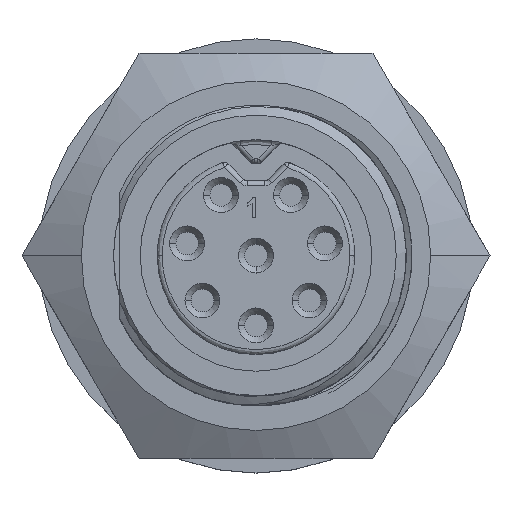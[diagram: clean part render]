
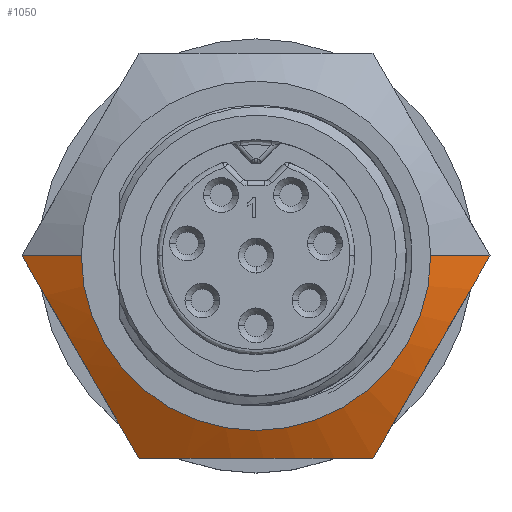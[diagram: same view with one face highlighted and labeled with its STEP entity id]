
A CAD part, top view. The second image highlights one B-rep face of the part: STEP entity #1050.
In plain terms, the highlighted conical face has half-angle 61.689 degrees and reference radius 11.926 mm.
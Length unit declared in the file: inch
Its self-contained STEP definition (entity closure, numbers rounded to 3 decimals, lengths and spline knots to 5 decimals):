
#155 = EDGE_CURVE ( 'NONE', #25754, #25809, #4031, .T. ) ;
#167 = EDGE_CURVE ( 'NONE', #25764, #25769, #4135, .T. ) ;
#168 = EDGE_CURVE ( 'NONE', #25764, #25754, #2936, .T. ) ;
#182 = EDGE_CURVE ( 'NONE', #25909, #25809, #25986, .T. ) ;
#183 = EDGE_CURVE ( 'NONE', #25907, #25909, #25985, .T. ) ;
#184 = EDGE_CURVE ( 'NONE', #25769, #25907, #25988, .T. ) ;
#529 = ORIENTED_EDGE ( 'NONE', *, *, #182, .F. ) ;
#530 = ORIENTED_EDGE ( 'NONE', *, *, #167, .F. ) ;
#531 = ORIENTED_EDGE ( 'NONE', *, *, #168, .T. ) ;
#532 = ORIENTED_EDGE ( 'NONE', *, *, #155, .T. ) ;
#533 = ORIENTED_EDGE ( 'NONE', *, *, #184, .F. ) ;
#534 = ORIENTED_EDGE ( 'NONE', *, *, #183, .F. ) ;
#1050 = ADVANCED_FACE ( 'NONE', ( #5016 ), #2968, .T. ) ;
#1163 = EDGE_LOOP ( 'NONE', ( #530, #531, #532, #529, #534, #533 ) ) ;
#2936 = CIRCLE ( 'NONE', #25488, 0.35 ) ;
#2968 = CONICAL_SURFACE ( 'NONE', #4989, 0.46952, 1.077 ) ;
#4031 = LINE ( 'NONE', #4032, #25590 ) ;
#4032 = CARTESIAN_POINT ( 'NONE',  ( -0.46952, 0., 0.28659 ) ) ;
#4033 = DIRECTION ( 'NONE',  ( -0.88, 0., -0.474 ) ) ;
#4134 = CARTESIAN_POINT ( 'NONE',  ( 0., 0., 0.35098 ) ) ;
#4135 = LINE ( 'NONE', #4136, #25514 ) ;
#4136 = CARTESIAN_POINT ( 'NONE',  ( 0.46952, 0., 0.28659 ) ) ;
#4137 = DIRECTION ( 'NONE',  ( 0.88, 0., -0.474 ) ) ;
#4138 = DIRECTION ( 'NONE',  ( 0., 0., -1. ) ) ;
#4139 = DIRECTION ( 'NONE',  ( -1., 0., 0. ) ) ;
#4327 = CARTESIAN_POINT ( 'NONE',  ( -0.2344, -0.406, 0.28698 ) ) ;
#4328 = CARTESIAN_POINT ( 'NONE',  ( -0.25359, -0.37277, 0.29731 ) ) ;
#4329 = CARTESIAN_POINT ( 'NONE',  ( -0.2729, -0.33932, 0.30582 ) ) ;
#4330 = CARTESIAN_POINT ( 'NONE',  ( -0.31188, -0.27181, 0.31758 ) ) ;
#4331 = CARTESIAN_POINT ( 'NONE',  ( -0.33155, -0.23774, 0.32079 ) ) ;
#4332 = CARTESIAN_POINT ( 'NONE',  ( -0.36138, -0.18608, 0.32082 ) ) ;
#4333 = CARTESIAN_POINT ( 'NONE',  ( -0.37135, -0.1688, 0.32003 ) ) ;
#4334 = CARTESIAN_POINT ( 'NONE',  ( -0.39111, -0.13457, 0.31696 ) ) ;
#4335 = CARTESIAN_POINT ( 'NONE',  ( -0.40094, -0.11756, 0.31467 ) ) ;
#4336 = CARTESIAN_POINT ( 'NONE',  ( -0.43026, -0.06677, 0.30584 ) ) ;
#4337 = CARTESIAN_POINT ( 'NONE',  ( -0.4496, -0.03326, 0.29732 ) ) ;
#4338 = CARTESIAN_POINT ( 'NONE',  ( -0.46881, 0., 0.28698 ) ) ;
#4339 = CARTESIAN_POINT ( 'NONE',  ( 0.2344, -0.406, 0.28698 ) ) ;
#4340 = CARTESIAN_POINT ( 'NONE',  ( 0.19603, -0.406, 0.29731 ) ) ;
#4341 = CARTESIAN_POINT ( 'NONE',  ( 0.15741, -0.406, 0.30582 ) ) ;
#4342 = CARTESIAN_POINT ( 'NONE',  ( 0.07945, -0.406, 0.31758 ) ) ;
#4343 = CARTESIAN_POINT ( 'NONE',  ( 0.04012, -0.406, 0.32079 ) ) ;
#4344 = CARTESIAN_POINT ( 'NONE',  ( -0.01954, -0.406, 0.32082 ) ) ;
#4345 = CARTESIAN_POINT ( 'NONE',  ( -0.03949, -0.406, 0.32003 ) ) ;
#4346 = CARTESIAN_POINT ( 'NONE',  ( -0.07901, -0.406, 0.31696 ) ) ;
#4347 = CARTESIAN_POINT ( 'NONE',  ( -0.09866, -0.406, 0.31467 ) ) ;
#4348 = CARTESIAN_POINT ( 'NONE',  ( -0.1573, -0.406, 0.30584 ) ) ;
#4349 = CARTESIAN_POINT ( 'NONE',  ( -0.19599, -0.406, 0.29732 ) ) ;
#4350 = CARTESIAN_POINT ( 'NONE',  ( -0.2344, -0.406, 0.28698 ) ) ;
#4351 = CARTESIAN_POINT ( 'NONE',  ( 0.46881, 0., 0.28698 ) ) ;
#4352 = CARTESIAN_POINT ( 'NONE',  ( 0.44962, -0.03323, 0.29731 ) ) ;
#4353 = CARTESIAN_POINT ( 'NONE',  ( 0.43031, -0.06668, 0.30582 ) ) ;
#4354 = CARTESIAN_POINT ( 'NONE',  ( 0.39133, -0.13419, 0.31758 ) ) ;
#4355 = CARTESIAN_POINT ( 'NONE',  ( 0.37166, -0.16826, 0.32079 ) ) ;
#4356 = CARTESIAN_POINT ( 'NONE',  ( 0.34184, -0.21992, 0.32082 ) ) ;
#4357 = CARTESIAN_POINT ( 'NONE',  ( 0.33186, -0.2372, 0.32003 ) ) ;
#4358 = CARTESIAN_POINT ( 'NONE',  ( 0.3121, -0.27143, 0.31696 ) ) ;
#4359 = CARTESIAN_POINT ( 'NONE',  ( 0.30228, -0.28844, 0.31467 ) ) ;
#4360 = CARTESIAN_POINT ( 'NONE',  ( 0.27295, -0.33923, 0.30584 ) ) ;
#4361 = CARTESIAN_POINT ( 'NONE',  ( 0.25361, -0.37274, 0.29732 ) ) ;
#4362 = CARTESIAN_POINT ( 'NONE',  ( 0.2344, -0.406, 0.28698 ) ) ;
#4989 = AXIS2_PLACEMENT_3D ( 'NONE', #6089, #6106, #6107 ) ;
#5016 = FACE_OUTER_BOUND ( 'NONE', #1163, .T. ) ;
#6089 = CARTESIAN_POINT ( 'NONE',  ( 0., 0., 0.28659 ) ) ;
#6106 = DIRECTION ( 'NONE',  ( 0., 0., -1. ) ) ;
#6107 = DIRECTION ( 'NONE',  ( -1., 0., 0. ) ) ;
#24978 = CARTESIAN_POINT ( 'NONE',  ( -0.35, 0., 0.35098 ) ) ;
#24988 = CARTESIAN_POINT ( 'NONE',  ( 0.35, 0., 0.35098 ) ) ;
#24993 = CARTESIAN_POINT ( 'NONE',  ( 0.46881, 0., 0.28698 ) ) ;
#25033 = CARTESIAN_POINT ( 'NONE',  ( -0.46881, 0., 0.28698 ) ) ;
#25095 = CARTESIAN_POINT ( 'NONE',  ( 0.2344, -0.406, 0.28698 ) ) ;
#25097 = CARTESIAN_POINT ( 'NONE',  ( -0.2344, -0.406, 0.28698 ) ) ;
#25488 = AXIS2_PLACEMENT_3D ( 'NONE', #4134, #4138, #4139 ) ;
#25514 = VECTOR ( 'NONE', #4137, 39.37008 ) ;
#25590 = VECTOR ( 'NONE', #4033, 39.37008 ) ;
#25754 = VERTEX_POINT ( 'NONE', #24978 ) ;
#25764 = VERTEX_POINT ( 'NONE', #24988 ) ;
#25769 = VERTEX_POINT ( 'NONE', #24993 ) ;
#25809 = VERTEX_POINT ( 'NONE', #25033 ) ;
#25907 = VERTEX_POINT ( 'NONE', #25095 ) ;
#25909 = VERTEX_POINT ( 'NONE', #25097 ) ;
#25985 = B_SPLINE_CURVE_WITH_KNOTS ( 'NONE', 3,
 ( #4339, #4340, #4341, #4342, #4343, #4344, #4345, #4346, #4347, #4348, #4349, #4350 ),
 .UNSPECIFIED., .F., .F.,
 ( 4, 2, 2, 2, 2, 4 ),
 ( 0., 0.003, 0.00601, 0.00751, 0.00901, 0.01201 ),
 .UNSPECIFIED. ) ;
#25986 = B_SPLINE_CURVE_WITH_KNOTS ( 'NONE', 3,
 ( #4327, #4328, #4329, #4330, #4331, #4332, #4333, #4334, #4335, #4336, #4337, #4338 ),
 .UNSPECIFIED., .F., .F.,
 ( 4, 2, 2, 2, 2, 4 ),
 ( 0., 0.003, 0.00601, 0.00751, 0.00901, 0.01201 ),
 .UNSPECIFIED. ) ;
#25988 = B_SPLINE_CURVE_WITH_KNOTS ( 'NONE', 3,
 ( #4351, #4352, #4353, #4354, #4355, #4356, #4357, #4358, #4359, #4360, #4361, #4362 ),
 .UNSPECIFIED., .F., .F.,
 ( 4, 2, 2, 2, 2, 4 ),
 ( 0., 0.003, 0.00601, 0.00751, 0.00901, 0.01201 ),
 .UNSPECIFIED. ) ;
